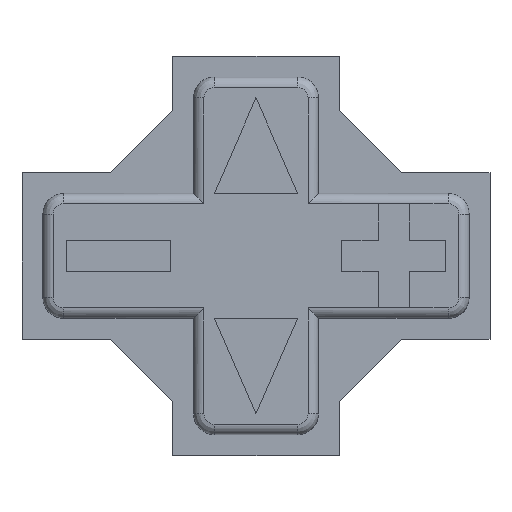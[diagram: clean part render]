
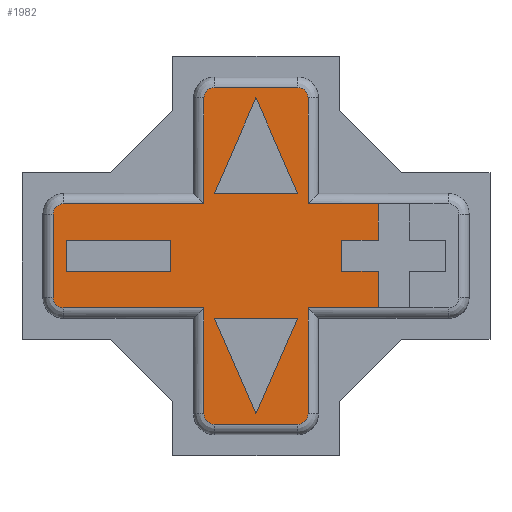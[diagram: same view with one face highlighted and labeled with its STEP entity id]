
A CAD part, top view. The second image highlights one B-rep face of the part: STEP entity #1982.
In plain terms, the highlighted planar face has unit normal (0, 0, 1).
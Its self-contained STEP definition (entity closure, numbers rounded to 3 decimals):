
#57=FACE_BOUND('',#244,.T.);
#58=FACE_BOUND('',#245,.T.);
#59=FACE_BOUND('',#246,.T.);
#62=CIRCLE('',#2120,0.5);
#63=CIRCLE('',#2121,0.5);
#64=CIRCLE('',#2122,0.5);
#65=CIRCLE('',#2123,0.5);
#66=CIRCLE('',#2124,0.5);
#67=CIRCLE('',#2125,0.5);
#124=FACE_OUTER_BOUND('',#243,.T.);
#243=EDGE_LOOP('',(#1375,#1376,#1377,#1378,#1379,#1380,#1381,#1382,#1383,
#1384,#1385,#1386,#1387,#1388,#1389,#1390,#1391,#1392,#1393,#1394,#1395,
#1396));
#244=EDGE_LOOP('',(#1397,#1398,#1399));
#245=EDGE_LOOP('',(#1400,#1401,#1402));
#246=EDGE_LOOP('',(#1403,#1404,#1405,#1406));
#350=LINE('',#2827,#589);
#354=LINE('',#2835,#593);
#357=LINE('',#2840,#596);
#359=LINE('',#2846,#598);
#363=LINE('',#2854,#602);
#366=LINE('',#2860,#605);
#369=LINE('',#2866,#608);
#372=LINE('',#2872,#611);
#395=LINE('',#2918,#634);
#396=LINE('',#2920,#635);
#397=LINE('',#2924,#636);
#398=LINE('',#2928,#637);
#399=LINE('',#2930,#638);
#400=LINE('',#2934,#639);
#401=LINE('',#2938,#640);
#402=LINE('',#2940,#641);
#403=LINE('',#2944,#642);
#404=LINE('',#2948,#643);
#405=LINE('',#2949,#644);
#406=LINE('',#2952,#645);
#407=LINE('',#2954,#646);
#408=LINE('',#2955,#647);
#409=LINE('',#2958,#648);
#410=LINE('',#2960,#649);
#411=LINE('',#2962,#650);
#412=LINE('',#2963,#651);
#589=VECTOR('',#2266,10.);
#593=VECTOR('',#2272,10.);
#596=VECTOR('',#2277,10.);
#598=VECTOR('',#2283,10.);
#602=VECTOR('',#2289,10.);
#605=VECTOR('',#2294,10.);
#608=VECTOR('',#2299,10.);
#611=VECTOR('',#2304,10.);
#634=VECTOR('',#2345,10.);
#635=VECTOR('',#2346,10.);
#636=VECTOR('',#2349,10.);
#637=VECTOR('',#2352,10.);
#638=VECTOR('',#2353,10.);
#639=VECTOR('',#2356,10.);
#640=VECTOR('',#2359,10.);
#641=VECTOR('',#2360,10.);
#642=VECTOR('',#2363,10.);
#643=VECTOR('',#2366,10.);
#644=VECTOR('',#2367,10.);
#645=VECTOR('',#2368,10.);
#646=VECTOR('',#2369,10.);
#647=VECTOR('',#2370,10.);
#648=VECTOR('',#2371,10.);
#649=VECTOR('',#2372,10.);
#650=VECTOR('',#2373,10.);
#651=VECTOR('',#2374,10.);
#828=VERTEX_POINT('',#2825);
#829=VERTEX_POINT('',#2826);
#832=VERTEX_POINT('',#2834);
#834=VERTEX_POINT('',#2844);
#835=VERTEX_POINT('',#2845);
#838=VERTEX_POINT('',#2853);
#840=VERTEX_POINT('',#2859);
#842=VERTEX_POINT('',#2865);
#844=VERTEX_POINT('',#2871);
#858=VERTEX_POINT('',#2917);
#859=VERTEX_POINT('',#2919);
#860=VERTEX_POINT('',#2921);
#861=VERTEX_POINT('',#2923);
#862=VERTEX_POINT('',#2925);
#863=VERTEX_POINT('',#2927);
#864=VERTEX_POINT('',#2929);
#865=VERTEX_POINT('',#2931);
#866=VERTEX_POINT('',#2933);
#867=VERTEX_POINT('',#2935);
#868=VERTEX_POINT('',#2937);
#869=VERTEX_POINT('',#2939);
#870=VERTEX_POINT('',#2941);
#871=VERTEX_POINT('',#2943);
#872=VERTEX_POINT('',#2945);
#873=VERTEX_POINT('',#2947);
#874=VERTEX_POINT('',#2950);
#875=VERTEX_POINT('',#2951);
#876=VERTEX_POINT('',#2953);
#877=VERTEX_POINT('',#2956);
#878=VERTEX_POINT('',#2957);
#879=VERTEX_POINT('',#2959);
#880=VERTEX_POINT('',#2961);
#1012=EDGE_CURVE('',#828,#829,#350,.T.);
#1016=EDGE_CURVE('',#829,#832,#354,.T.);
#1019=EDGE_CURVE('',#832,#828,#357,.T.);
#1021=EDGE_CURVE('',#834,#835,#359,.T.);
#1025=EDGE_CURVE('',#838,#834,#363,.T.);
#1028=EDGE_CURVE('',#840,#838,#366,.T.);
#1031=EDGE_CURVE('',#842,#840,#369,.T.);
#1034=EDGE_CURVE('',#844,#842,#372,.T.);
#1057=EDGE_CURVE('',#858,#835,#395,.T.);
#1058=EDGE_CURVE('',#859,#858,#396,.T.);
#1059=EDGE_CURVE('',#860,#859,#62,.T.);
#1060=EDGE_CURVE('',#861,#860,#397,.T.);
#1061=EDGE_CURVE('',#862,#861,#63,.T.);
#1062=EDGE_CURVE('',#863,#862,#398,.T.);
#1063=EDGE_CURVE('',#864,#863,#399,.T.);
#1064=EDGE_CURVE('',#865,#864,#64,.T.);
#1065=EDGE_CURVE('',#866,#865,#400,.T.);
#1066=EDGE_CURVE('',#867,#866,#65,.T.);
#1067=EDGE_CURVE('',#868,#867,#401,.T.);
#1068=EDGE_CURVE('',#869,#868,#402,.T.);
#1069=EDGE_CURVE('',#870,#869,#66,.T.);
#1070=EDGE_CURVE('',#871,#870,#403,.T.);
#1071=EDGE_CURVE('',#872,#871,#67,.T.);
#1072=EDGE_CURVE('',#873,#872,#404,.T.);
#1073=EDGE_CURVE('',#844,#873,#405,.T.);
#1074=EDGE_CURVE('',#874,#875,#406,.T.);
#1075=EDGE_CURVE('',#875,#876,#407,.T.);
#1076=EDGE_CURVE('',#876,#874,#408,.T.);
#1077=EDGE_CURVE('',#877,#878,#409,.T.);
#1078=EDGE_CURVE('',#878,#879,#410,.T.);
#1079=EDGE_CURVE('',#879,#880,#411,.T.);
#1080=EDGE_CURVE('',#880,#877,#412,.T.);
#1375=ORIENTED_EDGE('',*,*,#1034,.T.);
#1376=ORIENTED_EDGE('',*,*,#1031,.T.);
#1377=ORIENTED_EDGE('',*,*,#1028,.T.);
#1378=ORIENTED_EDGE('',*,*,#1025,.T.);
#1379=ORIENTED_EDGE('',*,*,#1021,.T.);
#1380=ORIENTED_EDGE('',*,*,#1057,.F.);
#1381=ORIENTED_EDGE('',*,*,#1058,.F.);
#1382=ORIENTED_EDGE('',*,*,#1059,.F.);
#1383=ORIENTED_EDGE('',*,*,#1060,.F.);
#1384=ORIENTED_EDGE('',*,*,#1061,.F.);
#1385=ORIENTED_EDGE('',*,*,#1062,.F.);
#1386=ORIENTED_EDGE('',*,*,#1063,.F.);
#1387=ORIENTED_EDGE('',*,*,#1064,.F.);
#1388=ORIENTED_EDGE('',*,*,#1065,.F.);
#1389=ORIENTED_EDGE('',*,*,#1066,.F.);
#1390=ORIENTED_EDGE('',*,*,#1067,.F.);
#1391=ORIENTED_EDGE('',*,*,#1068,.F.);
#1392=ORIENTED_EDGE('',*,*,#1069,.F.);
#1393=ORIENTED_EDGE('',*,*,#1070,.F.);
#1394=ORIENTED_EDGE('',*,*,#1071,.F.);
#1395=ORIENTED_EDGE('',*,*,#1072,.F.);
#1396=ORIENTED_EDGE('',*,*,#1073,.F.);
#1397=ORIENTED_EDGE('',*,*,#1012,.T.);
#1398=ORIENTED_EDGE('',*,*,#1016,.T.);
#1399=ORIENTED_EDGE('',*,*,#1019,.T.);
#1400=ORIENTED_EDGE('',*,*,#1074,.T.);
#1401=ORIENTED_EDGE('',*,*,#1075,.T.);
#1402=ORIENTED_EDGE('',*,*,#1076,.T.);
#1403=ORIENTED_EDGE('',*,*,#1077,.T.);
#1404=ORIENTED_EDGE('',*,*,#1078,.T.);
#1405=ORIENTED_EDGE('',*,*,#1079,.T.);
#1406=ORIENTED_EDGE('',*,*,#1080,.T.);
#1893=PLANE('',#2119);
#1982=ADVANCED_FACE('',(#124,#57,#58,#59),#1893,.T.);
#2119=AXIS2_PLACEMENT_3D('',#2916,#2343,#2344);
#2120=AXIS2_PLACEMENT_3D('',#2922,#2347,#2348);
#2121=AXIS2_PLACEMENT_3D('',#2926,#2350,#2351);
#2122=AXIS2_PLACEMENT_3D('',#2932,#2354,#2355);
#2123=AXIS2_PLACEMENT_3D('',#2936,#2357,#2358);
#2124=AXIS2_PLACEMENT_3D('',#2942,#2361,#2362);
#2125=AXIS2_PLACEMENT_3D('',#2946,#2364,#2365);
#2266=DIRECTION('',(-0.4,-0.917,0.));
#2272=DIRECTION('',(-0.4,0.917,0.));
#2277=DIRECTION('',(1.,0.,0.));
#2283=DIRECTION('',(0.,1.,0.));
#2289=DIRECTION('',(1.,0.,0.));
#2294=DIRECTION('',(0.,1.,0.));
#2299=DIRECTION('',(-1.,0.,0.));
#2304=DIRECTION('',(0.,1.,0.));
#2343=DIRECTION('center_axis',(0.,0.,1.));
#2344=DIRECTION('ref_axis',(1.,0.,0.));
#2345=DIRECTION('',(1.,0.,0.));
#2346=DIRECTION('',(0.,-1.,0.));
#2347=DIRECTION('center_axis',(0.,0.,-1.));
#2348=DIRECTION('ref_axis',(0.707,0.707,0.));
#2349=DIRECTION('',(1.,0.,0.));
#2350=DIRECTION('center_axis',(0.,0.,-1.));
#2351=DIRECTION('ref_axis',(-0.707,0.707,0.));
#2352=DIRECTION('',(0.,1.,0.));
#2353=DIRECTION('',(1.,0.,0.));
#2354=DIRECTION('center_axis',(0.,0.,-1.));
#2355=DIRECTION('ref_axis',(-0.707,0.707,0.));
#2356=DIRECTION('',(0.,1.,0.));
#2357=DIRECTION('center_axis',(0.,0.,-1.));
#2358=DIRECTION('ref_axis',(-0.707,-0.707,0.));
#2359=DIRECTION('',(-1.,0.,0.));
#2360=DIRECTION('',(0.,1.,0.));
#2361=DIRECTION('center_axis',(0.,0.,-1.));
#2362=DIRECTION('ref_axis',(-0.707,-0.707,0.));
#2363=DIRECTION('',(-1.,0.,0.));
#2364=DIRECTION('center_axis',(0.,0.,-1.));
#2365=DIRECTION('ref_axis',(0.707,-0.707,0.));
#2366=DIRECTION('',(0.,-1.,0.));
#2367=DIRECTION('',(-1.,0.,0.));
#2368=DIRECTION('',(0.4,-0.917,0.));
#2369=DIRECTION('',(-1.,0.,0.));
#2370=DIRECTION('',(0.4,0.917,0.));
#2371=DIRECTION('',(0.,1.,0.));
#2372=DIRECTION('',(1.,0.,0.));
#2373=DIRECTION('',(0.,-1.,0.));
#2374=DIRECTION('',(-1.,0.,0.));
#2825=CARTESIAN_POINT('',(16.478,-3.,8.));
#2826=CARTESIAN_POINT('',(14.478,-7.588,8.));
#2827=CARTESIAN_POINT('',(15.868,-4.4,8.));
#2834=CARTESIAN_POINT('',(12.478,-3.,8.));
#2835=CARTESIAN_POINT('',(12.088,-2.106,8.));
#2840=CARTESIAN_POINT('',(15.478,-3.,8.));
#2844=CARTESIAN_POINT('',(20.348,0.75,8.));
#2845=CARTESIAN_POINT('',(20.348,2.5,8.));
#2846=CARTESIAN_POINT('',(20.348,0.375,8.));
#2853=CARTESIAN_POINT('',(18.598,0.75,8.));
#2854=CARTESIAN_POINT('',(16.538,0.75,8.));
#2859=CARTESIAN_POINT('',(18.598,-0.75,8.));
#2860=CARTESIAN_POINT('',(18.598,-0.375,8.));
#2865=CARTESIAN_POINT('',(20.348,-0.75,8.));
#2866=CARTESIAN_POINT('',(17.413,-0.75,8.));
#2871=CARTESIAN_POINT('',(20.348,-2.5,8.));
#2872=CARTESIAN_POINT('',(20.348,-1.25,8.));
#2916=CARTESIAN_POINT('Origin',(14.478,0.,8.));
#2917=CARTESIAN_POINT('',(16.978,2.5,8.));
#2918=CARTESIAN_POINT('',(19.598,2.5,8.));
#2919=CARTESIAN_POINT('',(16.978,7.588,8.));
#2920=CARTESIAN_POINT('',(16.978,1.5,8.));
#2921=CARTESIAN_POINT('',(16.478,8.088,8.));
#2922=CARTESIAN_POINT('Origin',(16.478,7.588,8.));
#2923=CARTESIAN_POINT('',(12.478,8.088,8.));
#2924=CARTESIAN_POINT('',(15.978,8.088,8.));
#2925=CARTESIAN_POINT('',(11.978,7.588,8.));
#2926=CARTESIAN_POINT('Origin',(12.478,7.588,8.));
#2927=CARTESIAN_POINT('',(11.978,2.5,8.));
#2928=CARTESIAN_POINT('',(11.978,4.294,8.));
#2929=CARTESIAN_POINT('',(5.239,2.5,8.));
#2930=CARTESIAN_POINT('',(12.978,2.5,8.));
#2931=CARTESIAN_POINT('',(4.739,2.,8.));
#2932=CARTESIAN_POINT('Origin',(5.239,2.,8.));
#2933=CARTESIAN_POINT('',(4.739,-2.,8.));
#2934=CARTESIAN_POINT('',(4.739,1.5,8.));
#2935=CARTESIAN_POINT('',(5.239,-2.5,8.));
#2936=CARTESIAN_POINT('Origin',(5.239,-2.,8.));
#2937=CARTESIAN_POINT('',(11.978,-2.5,8.));
#2938=CARTESIAN_POINT('',(9.359,-2.5,8.));
#2939=CARTESIAN_POINT('',(11.978,-7.588,8.));
#2940=CARTESIAN_POINT('',(11.978,-1.5,8.));
#2941=CARTESIAN_POINT('',(12.478,-8.088,8.));
#2942=CARTESIAN_POINT('Origin',(12.478,-7.588,8.));
#2943=CARTESIAN_POINT('',(16.478,-8.088,8.));
#2944=CARTESIAN_POINT('',(12.978,-8.088,8.));
#2945=CARTESIAN_POINT('',(16.978,-7.588,8.));
#2946=CARTESIAN_POINT('Origin',(16.478,-7.588,8.));
#2947=CARTESIAN_POINT('',(16.978,-2.5,8.));
#2948=CARTESIAN_POINT('',(16.978,-4.294,8.));
#2949=CARTESIAN_POINT('',(15.978,-2.5,8.));
#2950=CARTESIAN_POINT('',(14.478,7.588,8.));
#2951=CARTESIAN_POINT('',(16.478,3.,8.));
#2952=CARTESIAN_POINT('',(15.868,4.4,8.));
#2953=CARTESIAN_POINT('',(12.478,3.,8.));
#2954=CARTESIAN_POINT('',(15.478,3.,8.));
#2955=CARTESIAN_POINT('',(12.088,2.106,8.));
#2956=CARTESIAN_POINT('',(5.359,-0.75,8.));
#2957=CARTESIAN_POINT('',(5.359,0.75,8.));
#2958=CARTESIAN_POINT('',(5.359,-0.375,8.));
#2959=CARTESIAN_POINT('',(10.359,0.75,8.));
#2960=CARTESIAN_POINT('',(9.918,0.75,8.));
#2961=CARTESIAN_POINT('',(10.359,-0.75,8.));
#2962=CARTESIAN_POINT('',(10.359,0.375,8.));
#2963=CARTESIAN_POINT('',(12.418,-0.75,8.));
